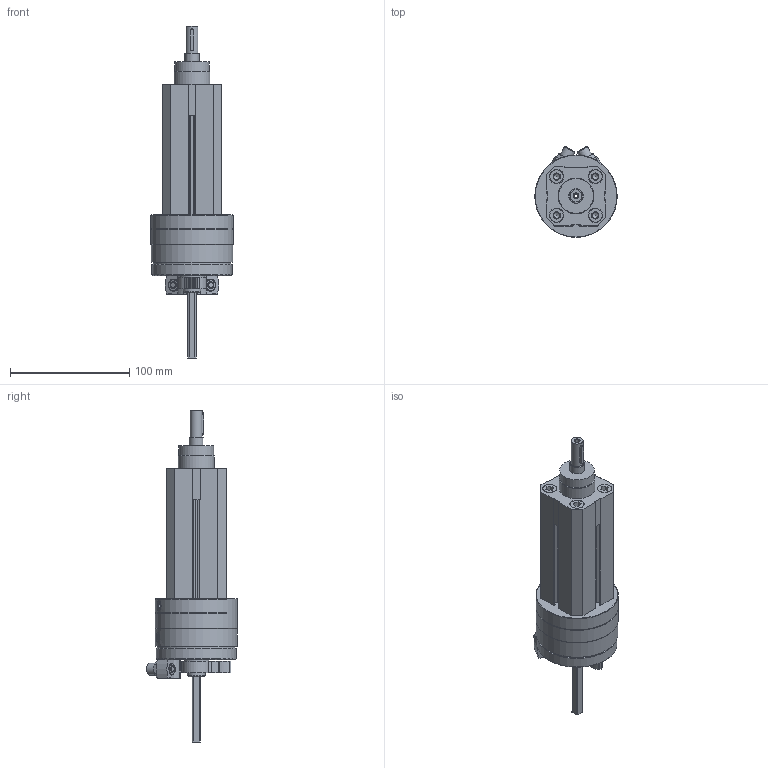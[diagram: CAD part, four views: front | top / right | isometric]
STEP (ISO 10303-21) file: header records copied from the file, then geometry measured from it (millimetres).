
FILE_DESCRIPTION(/* description */ ('STEP AP214'),/* implementation_level */ '2;1');
FILE_NAME(/* name */ '556435_DSL-20-40-270-P-A-S20-B',/* time_stamp */ '2024-08-21T15:44:47+02:00',/* author */ ('License CC BY-ND 4.0'),/* organization */ ('CADENAS'),/* preprocessor_version */ 'ST-DEVELOPER v19.3',/* originating_system */ 'PARTsolutions',/* authorisation */ ' ');
FILE_SCHEMA (('AUTOMOTIVE_DESIGN {1 0 10303 214 3 1 1}'));
Length unit declared in the file: millimetre
Products named in the file (12): 556435 DSL-20-40-270-P-A-S20-B---(0_0); 556435 DSL-20-40-270-P-A-S20-B-40_bz; 704063 DSM-16-BR---(HZ); 710516 DSM-16/25-P-B; 382090 SLT-10; 342621 DSM-16_NS; DIN-912 - M4x18(F); 396998 YSRW M10X1-3.5-13; 704062 DSM-16-BL---(HZ); 556435 DSL-40_k; - DSL; Shim ring DIN 988 15x21x1.5
Assembly tree (16 placements, depth 2):
  556435 DSL-20-40-270-P-A-S20-B---(0_0)
    556435 DSL-20-40-270-P-A-S20-B-40_bz
    704063 DSM-16-BR---(HZ)
    710516 DSM-16/25-P-B  x2
    382090 SLT-10  x2
    342621 DSM-16_NS  x2
    DIN-912 - M4x18(F)  x2
    396998 YSRW M10X1-3.5-13  x2
    704062 DSM-16-BL---(HZ)
    556435 DSL-40_k
    - DSL
    Shim ring DIN 988 15x21x1.5
Bounding box: 69 x 76.17 x 278 mm (x, y, z)
Volume: 436185.7 mm3; surface area: 86447.8 mm2
Topology: 16 solids, 16 shells, 527 faces, 1274 edges, 804 vertices
Faces by surface type: plane 275, cylinder 163, cone 85, torus 4
Full cylindrical faces by diameter (mm): 1 x2, 1.567 x2, 3 x2, 3.2 x1, 3.242 x2, 4 x2, 4.134 x6, 4.5 x2, 4.917 x4, 5.7 x2, 7 x2, 7.4 x2, 8.3 x4, 8.917 x4, 9.3 x1, 10 x3, 12 x6, 15 x3, 21 x1, 29 x2, 30 x1, 33.5 x1, 42.5 x1, 47 x1, 65 x1, 67 x1, 68.65 x1, 69 x2
Entity records: 12938 total; most frequent: CARTESIAN_POINT 2328, DIRECTION 2221, ORIENTED_EDGE 1924, EDGE_CURVE 962, AXIS2_PLACEMENT_3D 830, VERTEX_POINT 681, FACE_BOUND 621, EDGE_LOOP 613
